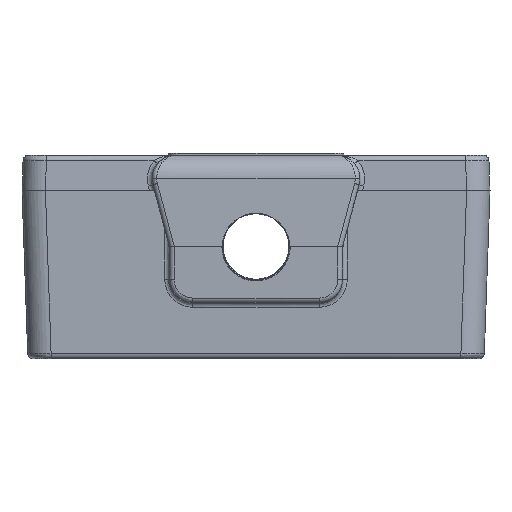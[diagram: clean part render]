
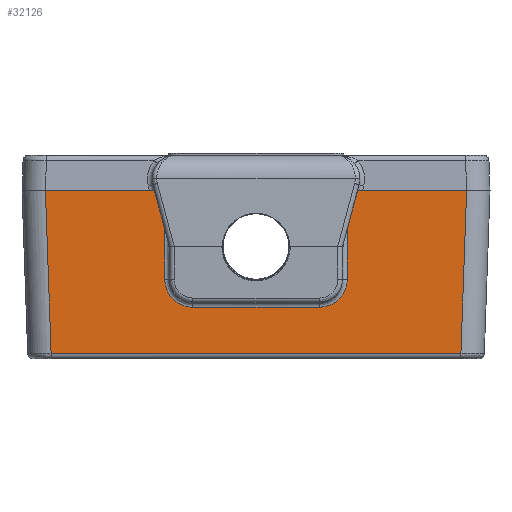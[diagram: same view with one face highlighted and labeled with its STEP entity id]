
A CAD part, left-side view. The second image highlights one B-rep face of the part: STEP entity #32126.
In plain terms, the highlighted planar face has unit normal (-1, 0, -0.018).
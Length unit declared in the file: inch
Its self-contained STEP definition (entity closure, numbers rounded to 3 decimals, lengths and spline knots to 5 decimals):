
#522 = VERTEX_POINT ( 'NONE', #156444 ) ;
#652 = ORIENTED_EDGE ( 'NONE', *, *, #156932, .F. ) ;
#7090 = CARTESIAN_POINT ( 'NONE',  ( -2.25161, -0.4875, -0.91765 ) ) ;
#7254 = B_SPLINE_CURVE_WITH_KNOTS ( 'NONE', 3,
 ( #146511, #64654, #104175, #129224, #123968, #245396, #44829, #22395, #244057, #102855 ),
 .UNSPECIFIED., .F., .F.,
 ( 4, 2, 2, 2, 4 ),
 ( 0., 0.25, 0.5, 0.75, 1. ),
 .UNSPECIFIED. ) ;
#8870 = DIRECTION ( 'NONE',  ( -0.017, 0.035, 0.999 ) ) ;
#8913 = VECTOR ( 'NONE', #125589, 39.37008 ) ;
#11809 = DIRECTION ( 'NONE',  ( 0.017, 0., -1. ) ) ;
#13857 = CARTESIAN_POINT ( 'NONE',  ( -2.275, -1.125, 0.4225 ) ) ;
#14135 = ORIENTED_EDGE ( 'NONE', *, *, #146760, .F. ) ;
#14440 = CARTESIAN_POINT ( 'NONE',  ( -2.26637, 0.48746, -0.0717 ) ) ;
#15505 = CARTESIAN_POINT ( 'NONE',  ( -2.275, 0.4875, 0.4225 ) ) ;
#22395 = CARTESIAN_POINT ( 'NONE',  ( -2.26603, -0.4836, -0.09132 ) ) ;
#22668 = ORIENTED_EDGE ( 'NONE', *, *, #124016, .F. ) ;
#24801 = LINE ( 'NONE', #204326, #205054 ) ;
#32126 = ADVANCED_FACE ( 'NONE', ( #135133 ), #255255, .F. ) ;
#36577 = ORIENTED_EDGE ( 'NONE', *, *, #113851, .F. ) ;
#42330 = VERTEX_POINT ( 'NONE', #15505 ) ;
#44829 = CARTESIAN_POINT ( 'NONE',  ( -2.2654, -0.46858, -0.12761 ) ) ;
#45139 = CARTESIAN_POINT ( 'NONE',  ( -2.275, -1.375, 0.4225 ) ) ;
#51122 = EDGE_CURVE ( 'NONE', #120878, #162388, #64934, .T. ) ;
#58511 = LINE ( 'NONE', #101958, #132900 ) ;
#61569 = CARTESIAN_POINT ( 'NONE',  ( -2.2598, -0.6875, -0.44802 ) ) ;
#62925 = VECTOR ( 'NONE', #175727, 39.37008 ) ;
#63096 = VERTEX_POINT ( 'NONE', #156889 ) ;
#63257 = ORIENTED_EDGE ( 'NONE', *, *, #51122, .F. ) ;
#64654 = CARTESIAN_POINT ( 'NONE',  ( -2.2641, -0.35714, -0.20203 ) ) ;
#64934 = LINE ( 'NONE', #45139, #8913 ) ;
#68451 = B_SPLINE_CURVE_WITH_KNOTS ( 'NONE', 3,
 ( #135828, #14440, #158261, #76408, #176758, #236143, #255970, #196557, #254655, #75138 ),
 .UNSPECIFIED., .F., .F.,
 ( 4, 2, 2, 2, 4 ),
 ( 0., 0.25, 0.5, 0.75, 1. ),
 .UNSPECIFIED. ) ;
#75020 = CARTESIAN_POINT ( 'NONE',  ( -2.26672, 0.4875, -0.05206 ) ) ;
#75138 = CARTESIAN_POINT ( 'NONE',  ( -2.2641, 0.3375, -0.20206 ) ) ;
#76408 = CARTESIAN_POINT ( 'NONE',  ( -2.2654, 0.46861, -0.12763 ) ) ;
#78758 = EDGE_CURVE ( 'NONE', #42330, #165936, #212501, .T. ) ;
#95136 = CARTESIAN_POINT ( 'NONE',  ( -2.275, -1.375, 0.4225 ) ) ;
#95651 = VECTOR ( 'NONE', #230146, 39.37008 ) ;
#97700 = LINE ( 'NONE', #95136, #62925 ) ;
#98128 = CARTESIAN_POINT ( 'NONE',  ( -2.2641, -0.3375, -0.20206 ) ) ;
#101958 = CARTESIAN_POINT ( 'NONE',  ( -2.25184, -1.07867, -0.90408 ) ) ;
#102855 = CARTESIAN_POINT ( 'NONE',  ( -2.26672, -0.4875, -0.05206 ) ) ;
#104175 = CARTESIAN_POINT ( 'NONE',  ( -2.26417, -0.37677, -0.19816 ) ) ;
#108001 = DIRECTION ( 'NONE',  ( 0., -1., 0. ) ) ;
#113851 = EDGE_CURVE ( 'NONE', #165936, #63096, #68451, .T. ) ;
#118739 = VERTEX_POINT ( 'NONE', #98128 ) ;
#119368 = CARTESIAN_POINT ( 'NONE',  ( -2.26672, -0.4875, -0.05206 ) ) ;
#120878 = VERTEX_POINT ( 'NONE', #176337 ) ;
#123968 = CARTESIAN_POINT ( 'NONE',  ( -2.26462, -0.42967, -0.17199 ) ) ;
#124016 = EDGE_CURVE ( 'NONE', #162770, #522, #24801, .T. ) ;
#125589 = DIRECTION ( 'NONE',  ( 0., -1., 0. ) ) ;
#129101 = CARTESIAN_POINT ( 'NONE',  ( -2.2641, -1.375, -0.20206 ) ) ;
#129224 = CARTESIAN_POINT ( 'NONE',  ( -2.26443, -0.41306, -0.18317 ) ) ;
#132900 = VECTOR ( 'NONE', #199697, 39.37008 ) ;
#133118 = VECTOR ( 'NONE', #108001, 39.37008 ) ;
#135133 = FACE_OUTER_BOUND ( 'NONE', #211837, .T. ) ;
#135828 = CARTESIAN_POINT ( 'NONE',  ( -2.26672, 0.4875, -0.05206 ) ) ;
#140784 = LINE ( 'NONE', #61569, #253375 ) ;
#144174 = CARTESIAN_POINT ( 'NONE',  ( -2.2598, -1.0946, -0.44802 ) ) ;
#146511 = CARTESIAN_POINT ( 'NONE',  ( -2.2641, -0.3375, -0.20206 ) ) ;
#146760 = EDGE_CURVE ( 'NONE', #162388, #187647, #58511, .T. ) ;
#148357 = LINE ( 'NONE', #7090, #95651 ) ;
#156444 = CARTESIAN_POINT ( 'NONE',  ( -2.275, 1.125, 0.4225 ) ) ;
#156889 = CARTESIAN_POINT ( 'NONE',  ( -2.2641, 0.3375, -0.20206 ) ) ;
#156932 = EDGE_CURVE ( 'NONE', #178439, #120878, #148357, .T. ) ;
#158261 = CARTESIAN_POINT ( 'NONE',  ( -2.26603, 0.4836, -0.09133 ) ) ;
#159511 = EDGE_CURVE ( 'NONE', #522, #42330, #97700, .T. ) ;
#161078 = EDGE_CURVE ( 'NONE', #118739, #178439, #7254, .T. ) ;
#161451 = ORIENTED_EDGE ( 'NONE', *, *, #78758, .F. ) ;
#162388 = VERTEX_POINT ( 'NONE', #13857 ) ;
#162770 = VERTEX_POINT ( 'NONE', #229162 ) ;
#164529 = DIRECTION ( 'NONE',  ( 0., 1., 0. ) ) ;
#165936 = VERTEX_POINT ( 'NONE', #75020 ) ;
#175553 = EDGE_CURVE ( 'NONE', #63096, #118739, #228148, .T. ) ;
#175727 = DIRECTION ( 'NONE',  ( 0., -1., 0. ) ) ;
#175896 = AXIS2_PLACEMENT_3D ( 'NONE', #251399, #215740, #231620 ) ;
#176337 = CARTESIAN_POINT ( 'NONE',  ( -2.275, -0.4875, 0.4225 ) ) ;
#176758 = CARTESIAN_POINT ( 'NONE',  ( -2.26511, 0.45743, -0.14423 ) ) ;
#178439 = VERTEX_POINT ( 'NONE', #119368 ) ;
#187647 = VERTEX_POINT ( 'NONE', #144174 ) ;
#189678 = ORIENTED_EDGE ( 'NONE', *, *, #175553, .F. ) ;
#190088 = CARTESIAN_POINT ( 'NONE',  ( -2.25161, 0.4875, -0.91765 ) ) ;
#196557 = CARTESIAN_POINT ( 'NONE',  ( -2.26417, 0.37676, -0.19816 ) ) ;
#199697 = DIRECTION ( 'NONE',  ( 0.017, 0.035, -0.999 ) ) ;
#204326 = CARTESIAN_POINT ( 'NONE',  ( -2.2598, 1.0946, -0.44802 ) ) ;
#205054 = VECTOR ( 'NONE', #8870, 39.37008 ) ;
#211837 = EDGE_LOOP ( 'NONE', ( #257916, #22668, #221728, #14135, #63257, #652, #237365, #189678, #36577, #161451 ) ) ;
#212501 = LINE ( 'NONE', #190088, #221346 ) ;
#215740 = DIRECTION ( 'NONE',  ( 1., 0., 0.017 ) ) ;
#221346 = VECTOR ( 'NONE', #11809, 39.37008 ) ;
#221728 = ORIENTED_EDGE ( 'NONE', *, *, #225476, .F. ) ;
#225476 = EDGE_CURVE ( 'NONE', #187647, #162770, #140784, .T. ) ;
#228148 = LINE ( 'NONE', #129101, #133118 ) ;
#229162 = CARTESIAN_POINT ( 'NONE',  ( -2.25977, 1.0946, -0.44802 ) ) ;
#230146 = DIRECTION ( 'NONE',  ( -0.017, 0., 1. ) ) ;
#231620 = DIRECTION ( 'NONE',  ( 0.017, 0., -1. ) ) ;
#236143 = CARTESIAN_POINT ( 'NONE',  ( -2.26462, 0.42968, -0.17202 ) ) ;
#237365 = ORIENTED_EDGE ( 'NONE', *, *, #161078, .F. ) ;
#244057 = CARTESIAN_POINT ( 'NONE',  ( -2.26637, -0.4875, -0.0717 ) ) ;
#245396 = CARTESIAN_POINT ( 'NONE',  ( -2.26511, -0.45745, -0.14424 ) ) ;
#251399 = CARTESIAN_POINT ( 'NONE',  ( -2.25161, -1.375, -0.91765 ) ) ;
#253375 = VECTOR ( 'NONE', #164529, 39.37008 ) ;
#254655 = CARTESIAN_POINT ( 'NONE',  ( -2.2641, 0.35713, -0.20207 ) ) ;
#255255 = PLANE ( 'NONE',  #175896 ) ;
#255970 = CARTESIAN_POINT ( 'NONE',  ( -2.26443, 0.41305, -0.18314 ) ) ;
#257916 = ORIENTED_EDGE ( 'NONE', *, *, #159511, .F. ) ;
